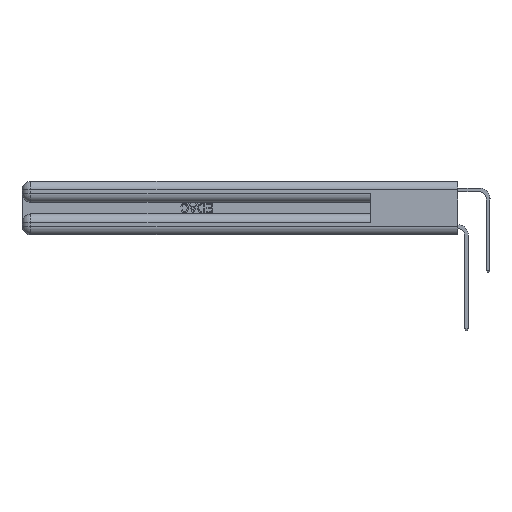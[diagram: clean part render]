
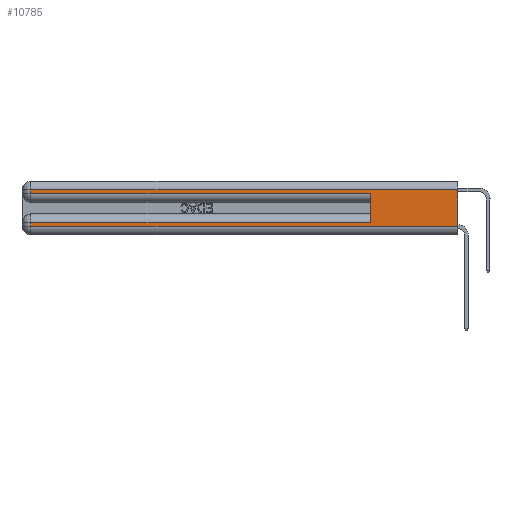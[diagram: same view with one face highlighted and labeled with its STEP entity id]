
A CAD part, left-side view. The second image highlights one B-rep face of the part: STEP entity #10785.
In plain terms, the highlighted planar face has unit normal (-1, 0, 0).
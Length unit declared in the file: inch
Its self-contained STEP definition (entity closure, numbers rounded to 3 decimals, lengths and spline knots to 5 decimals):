
#454 = CARTESIAN_POINT ( 'NONE',  ( 0., 2.94, 0.06 ) ) ;
#611 = EDGE_CURVE ( 'NONE', #29128, #6350, #35296, .T. ) ;
#1402 = LINE ( 'NONE', #3842, #15110 ) ;
#2106 = EDGE_LOOP ( 'NONE', ( #26634, #13806, #29733, #5400, #28396, #33409, #32207, #8467 ) ) ;
#2611 = PLANE ( 'NONE',  #6948 ) ;
#3656 = CARTESIAN_POINT ( 'NONE',  ( 0., 0.6, 0.285 ) ) ;
#3721 = DIRECTION ( 'NONE',  ( 0., 0., -1. ) ) ;
#3842 = CARTESIAN_POINT ( 'NONE',  ( 0., 2.94, 0.37 ) ) ;
#5079 = VECTOR ( 'NONE', #13348, 39.37008 ) ;
#5400 = ORIENTED_EDGE ( 'NONE', *, *, #32273, .T. ) ;
#6350 = VERTEX_POINT ( 'NONE', #8952 ) ;
#6595 = LINE ( 'NONE', #19708, #24076 ) ;
#6948 = AXIS2_PLACEMENT_3D ( 'NONE', #27337, #11136, #22288 ) ;
#7066 = EDGE_CURVE ( 'NONE', #29044, #25867, #26141, .T. ) ;
#7732 = VERTEX_POINT ( 'NONE', #31890 ) ;
#8467 = ORIENTED_EDGE ( 'NONE', *, *, #34530, .T. ) ;
#8568 = DIRECTION ( 'NONE',  ( 0., 1., 0. ) ) ;
#8597 = CARTESIAN_POINT ( 'NONE',  ( 0., 0., 0.37 ) ) ;
#8763 = DIRECTION ( 'NONE',  ( 0., 0., 1. ) ) ;
#8952 = CARTESIAN_POINT ( 'NONE',  ( 0., 2.94, 0.285 ) ) ;
#9112 = DIRECTION ( 'NONE',  ( 0., -1., 0. ) ) ;
#9574 = DIRECTION ( 'NONE',  ( 0., -1., 0. ) ) ;
#9731 = FACE_OUTER_BOUND ( 'NONE', #2106, .T. ) ;
#10785 = ADVANCED_FACE ( 'NONE', ( #9731 ), #2611, .F. ) ;
#11136 = DIRECTION ( 'NONE',  ( 1., 0., 0. ) ) ;
#12350 = EDGE_CURVE ( 'NONE', #12557, #7732, #24126, .T. ) ;
#12408 = LINE ( 'NONE', #27287, #5079 ) ;
#12557 = VERTEX_POINT ( 'NONE', #15071 ) ;
#12940 = DIRECTION ( 'NONE',  ( 0., 0., -1. ) ) ;
#13348 = DIRECTION ( 'NONE',  ( 0., 1., 0. ) ) ;
#13806 = ORIENTED_EDGE ( 'NONE', *, *, #21495, .T. ) ;
#14126 = CARTESIAN_POINT ( 'NONE',  ( 0., 0.6, 0.145 ) ) ;
#15071 = CARTESIAN_POINT ( 'NONE',  ( 0., 0.6, 0.085 ) ) ;
#15110 = VECTOR ( 'NONE', #3721, 39.37008 ) ;
#15484 = VECTOR ( 'NONE', #8763, 39.37008 ) ;
#15793 = CARTESIAN_POINT ( 'NONE',  ( 0., 0., 0.31 ) ) ;
#17982 = VECTOR ( 'NONE', #19550, 39.37008 ) ;
#18229 = VERTEX_POINT ( 'NONE', #454 ) ;
#19399 = VECTOR ( 'NONE', #12940, 39.37008 ) ;
#19550 = DIRECTION ( 'NONE',  ( 0., 0., -1. ) ) ;
#19644 = CARTESIAN_POINT ( 'NONE',  ( 0., 0., 0.085 ) ) ;
#19708 = CARTESIAN_POINT ( 'NONE',  ( 0., 0., 0.06 ) ) ;
#21495 = EDGE_CURVE ( 'NONE', #29044, #29128, #12408, .T. ) ;
#22288 = DIRECTION ( 'NONE',  ( 0., 0., -1. ) ) ;
#24076 = VECTOR ( 'NONE', #9112, 39.37008 ) ;
#24126 = LINE ( 'NONE', #19644, #26267 ) ;
#24445 = EDGE_CURVE ( 'NONE', #7732, #18229, #1402, .T. ) ;
#25260 = CARTESIAN_POINT ( 'NONE',  ( 0., 0., 0.06 ) ) ;
#25867 = VERTEX_POINT ( 'NONE', #25260 ) ;
#26141 = LINE ( 'NONE', #8597, #17982 ) ;
#26267 = VECTOR ( 'NONE', #8568, 39.37008 ) ;
#26634 = ORIENTED_EDGE ( 'NONE', *, *, #7066, .F. ) ;
#27249 = VECTOR ( 'NONE', #9574, 39.37008 ) ;
#27287 = CARTESIAN_POINT ( 'NONE',  ( 0., 0., 0.31 ) ) ;
#27337 = CARTESIAN_POINT ( 'NONE',  ( 0., 0., 0.37 ) ) ;
#28112 = VERTEX_POINT ( 'NONE', #3656 ) ;
#28396 = ORIENTED_EDGE ( 'NONE', *, *, #31688, .F. ) ;
#29044 = VERTEX_POINT ( 'NONE', #15793 ) ;
#29128 = VERTEX_POINT ( 'NONE', #30017 ) ;
#29733 = ORIENTED_EDGE ( 'NONE', *, *, #611, .T. ) ;
#30017 = CARTESIAN_POINT ( 'NONE',  ( 0., 2.94, 0.31 ) ) ;
#31688 = EDGE_CURVE ( 'NONE', #12557, #28112, #32632, .T. ) ;
#31890 = CARTESIAN_POINT ( 'NONE',  ( 0., 2.94, 0.085 ) ) ;
#32207 = ORIENTED_EDGE ( 'NONE', *, *, #24445, .T. ) ;
#32273 = EDGE_CURVE ( 'NONE', #6350, #28112, #34550, .T. ) ;
#32632 = LINE ( 'NONE', #14126, #15484 ) ;
#33208 = CARTESIAN_POINT ( 'NONE',  ( 0., 0., 0.285 ) ) ;
#33409 = ORIENTED_EDGE ( 'NONE', *, *, #12350, .T. ) ;
#33697 = CARTESIAN_POINT ( 'NONE',  ( 0., 2.94, 0.37 ) ) ;
#34530 = EDGE_CURVE ( 'NONE', #18229, #25867, #6595, .T. ) ;
#34550 = LINE ( 'NONE', #33208, #27249 ) ;
#35296 = LINE ( 'NONE', #33697, #19399 ) ;
